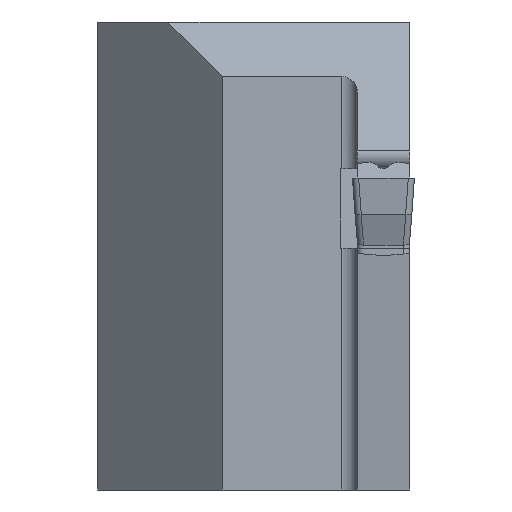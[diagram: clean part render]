
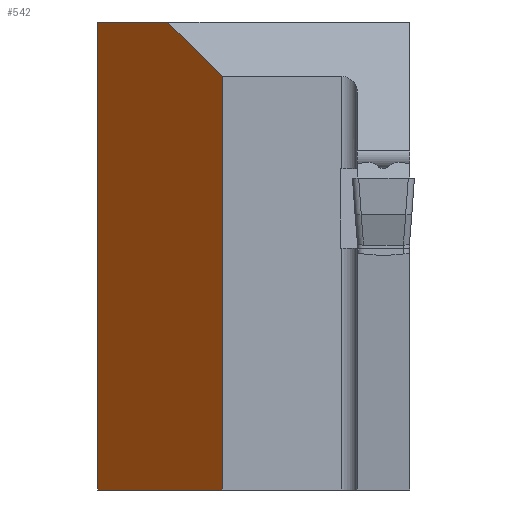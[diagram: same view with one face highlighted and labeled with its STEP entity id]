
A CAD part, left-side view. The second image highlights one B-rep face of the part: STEP entity #542.
In plain terms, the highlighted planar face has unit normal (-0.707, 0.707, 0).
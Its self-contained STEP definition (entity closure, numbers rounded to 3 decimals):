
#542=ADVANCED_FACE('',(#648),#603,.T.);
#603=PLANE('',#1669);
#648=FACE_OUTER_BOUND('',#710,.T.);
#710=EDGE_LOOP('',(#1092,#1093,#1094,#1095,#1096));
#764=LINE('',#2090,#896);
#775=LINE('',#2116,#907);
#780=LINE('',#2125,#912);
#783=LINE('',#2131,#915);
#802=LINE('',#2170,#934);
#896=VECTOR('',#1764,1.);
#907=VECTOR('',#1779,1.);
#912=VECTOR('',#1786,1.);
#915=VECTOR('',#1791,1.);
#934=VECTOR('',#1826,1.);
#1092=ORIENTED_EDGE('',*,*,#1523,.F.);
#1093=ORIENTED_EDGE('',*,*,#1500,.F.);
#1094=ORIENTED_EDGE('',*,*,#1483,.T.);
#1095=ORIENTED_EDGE('',*,*,#1495,.T.);
#1096=ORIENTED_EDGE('',*,*,#1503,.F.);
#1370=VERTEX_POINT('',#2091);
#1371=VERTEX_POINT('',#2092);
#1382=VERTEX_POINT('',#2115);
#1384=VERTEX_POINT('',#2121);
#1387=VERTEX_POINT('',#2130);
#1483=EDGE_CURVE('',#1370,#1371,#764,.T.);
#1495=EDGE_CURVE('',#1371,#1382,#775,.T.);
#1500=EDGE_CURVE('',#1370,#1384,#780,.T.);
#1503=EDGE_CURVE('',#1387,#1382,#783,.T.);
#1523=EDGE_CURVE('',#1384,#1387,#802,.T.);
#1669=AXIS2_PLACEMENT_3D('',#2171,#1827,#1828);
#1764=DIRECTION('',(0.,0.,-1.));
#1779=DIRECTION('',(-0.707,-0.707,0.));
#1786=DIRECTION('',(-0.707,-0.707,0.));
#1791=DIRECTION('',(0.,0.,-1.));
#1826=DIRECTION('',(-0.577,-0.577,-0.577));
#1827=DIRECTION('',(-0.707,0.707,0.));
#1828=DIRECTION('',(-0.707,-0.707,0.));
#2090=CARTESIAN_POINT('',(19.,20.,271.322));
#2091=CARTESIAN_POINT('',(19.,20.,10.));
#2092=CARTESIAN_POINT('',(19.,20.,-20.));
#2115=CARTESIAN_POINT('',(11.,12.,-20.));
#2116=CARTESIAN_POINT('',(9.5,10.5,-20.));
#2121=CARTESIAN_POINT('',(14.491,15.491,10.));
#2125=CARTESIAN_POINT('',(-0.5,0.5,10.));
#2130=CARTESIAN_POINT('',(11.,12.,6.509));
#2131=CARTESIAN_POINT('',(11.,12.,10.));
#2170=CARTESIAN_POINT('',(99.271,100.271,94.78));
#2171=CARTESIAN_POINT('',(11.,12.,271.322));
